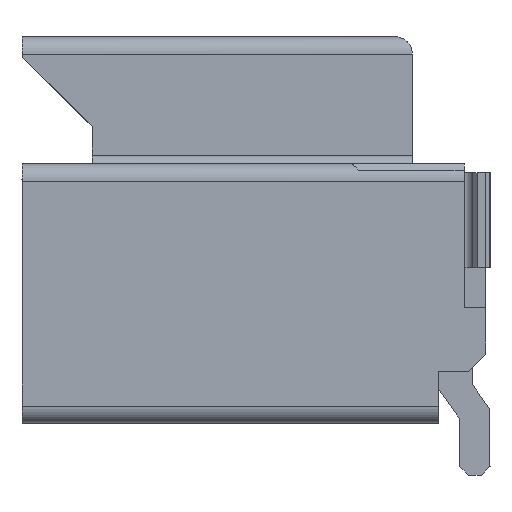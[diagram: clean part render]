
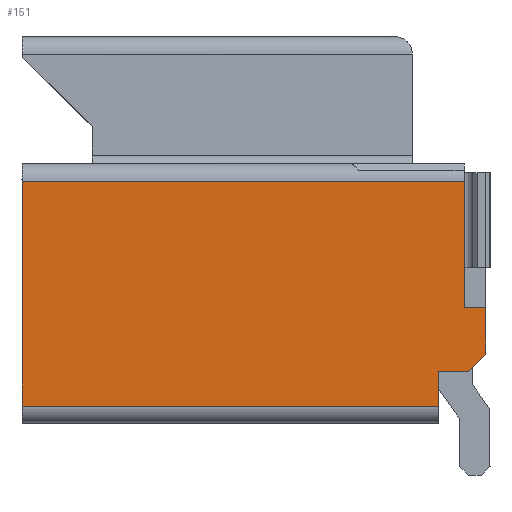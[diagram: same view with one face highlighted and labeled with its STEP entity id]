
A CAD part, left-side view. The second image highlights one B-rep face of the part: STEP entity #151.
In plain terms, the highlighted planar face has unit normal (-1, 0, 0).
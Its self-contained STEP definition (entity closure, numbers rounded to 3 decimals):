
#151 = ADVANCED_FACE ( 'NONE', ( #10886 ), #9456, .T. ) ;
#159 = CARTESIAN_POINT ( 'NONE',  ( -6., -2.675, -1.31 ) ) ;
#272 = LINE ( 'NONE', #11963, #3298 ) ;
#395 = VERTEX_POINT ( 'NONE', #7199 ) ;
#447 = VECTOR ( 'NONE', #11919, 1000. ) ;
#461 = AXIS2_PLACEMENT_3D ( 'NONE', #5670, #4347, #6860 ) ;
#501 = VECTOR ( 'NONE', #6977, 1000. ) ;
#528 = ORIENTED_EDGE ( 'NONE', *, *, #6600, .F. ) ;
#590 = EDGE_CURVE ( 'NONE', #6982, #13158, #15570, .T. ) ;
#727 = VERTEX_POINT ( 'NONE', #12183 ) ;
#886 = VERTEX_POINT ( 'NONE', #8720 ) ;
#1550 = ORIENTED_EDGE ( 'NONE', *, *, #13695, .T. ) ;
#2063 = CARTESIAN_POINT ( 'NONE',  ( -6., -2.475, -0.91 ) ) ;
#2072 = VERTEX_POINT ( 'NONE', #9612 ) ;
#2725 = ORIENTED_EDGE ( 'NONE', *, *, #13937, .T. ) ;
#3147 = ORIENTED_EDGE ( 'NONE', *, *, #8004, .T. ) ;
#3298 = VECTOR ( 'NONE', #6645, 1000. ) ;
#3426 = EDGE_CURVE ( 'NONE', #3809, #395, #8122, .T. ) ;
#3430 = VECTOR ( 'NONE', #11170, 1000. ) ;
#3809 = VERTEX_POINT ( 'NONE', #5651 ) ;
#4130 = LINE ( 'NONE', #14451, #447 ) ;
#4347 = DIRECTION ( 'NONE',  ( -1., 0., 0. ) ) ;
#4807 = LINE ( 'NONE', #159, #16014 ) ;
#5108 = DIRECTION ( 'NONE',  ( 0., 0., 1. ) ) ;
#5327 = CARTESIAN_POINT ( 'NONE',  ( -6., -2.675, -1.31 ) ) ;
#5394 = ORIENTED_EDGE ( 'NONE', *, *, #12911, .T. ) ;
#5651 = CARTESIAN_POINT ( 'NONE',  ( -6., -2.475, -0.91 ) ) ;
#5670 = CARTESIAN_POINT ( 'NONE',  ( -6., -2.675, -1.31 ) ) ;
#6064 = VERTEX_POINT ( 'NONE', #11720 ) ;
#6600 = EDGE_CURVE ( 'NONE', #2072, #886, #12229, .T. ) ;
#6645 = DIRECTION ( 'NONE',  ( 0., 1., 0. ) ) ;
#6773 = EDGE_CURVE ( 'NONE', #15751, #727, #4130, .T. ) ;
#6860 = DIRECTION ( 'NONE',  ( 0., 0., 1. ) ) ;
#6977 = DIRECTION ( 'NONE',  ( 0., 1., 0. ) ) ;
#6982 = VERTEX_POINT ( 'NONE', #14323 ) ;
#7199 = CARTESIAN_POINT ( 'NONE',  ( -6., -2.675, -0.71 ) ) ;
#7215 = VECTOR ( 'NONE', #5108, 1000. ) ;
#7282 = CARTESIAN_POINT ( 'NONE',  ( -6., 2.685, 0. ) ) ;
#7805 = LINE ( 'NONE', #16873, #7215 ) ;
#8004 = EDGE_CURVE ( 'NONE', #727, #3809, #16282, .T. ) ;
#8073 = ORIENTED_EDGE ( 'NONE', *, *, #11172, .F. ) ;
#8122 = LINE ( 'NONE', #2063, #3430 ) ;
#8344 = CARTESIAN_POINT ( 'NONE',  ( -6., -2.475, -0.91 ) ) ;
#8720 = CARTESIAN_POINT ( 'NONE',  ( -6., 2.685, 1.29 ) ) ;
#9204 = ORIENTED_EDGE ( 'NONE', *, *, #3426, .T. ) ;
#9456 = PLANE ( 'NONE',  #461 ) ;
#9603 = DIRECTION ( 'NONE',  ( 0., -1., 0. ) ) ;
#9612 = CARTESIAN_POINT ( 'NONE',  ( -6., 2.685, -1.31 ) ) ;
#9614 = VECTOR ( 'NONE', #16378, 1000. ) ;
#9795 = ORIENTED_EDGE ( 'NONE', *, *, #6773, .T. ) ;
#9918 = ORIENTED_EDGE ( 'NONE', *, *, #590, .T. ) ;
#10214 = EDGE_LOOP ( 'NONE', ( #9918, #1550, #2725, #528, #8073, #9795, #3147, #9204, #5394 ) ) ;
#10428 = DIRECTION ( 'NONE',  ( 0., 1., 0. ) ) ;
#10548 = DIRECTION ( 'NONE',  ( 0., 0., 1. ) ) ;
#10886 = FACE_OUTER_BOUND ( 'NONE', #10214, .T. ) ;
#11170 = DIRECTION ( 'NONE',  ( 0., -0.707, 0.707 ) ) ;
#11172 = EDGE_CURVE ( 'NONE', #15751, #2072, #15701, .T. ) ;
#11720 = CARTESIAN_POINT ( 'NONE',  ( -6., -2.425, 1.29 ) ) ;
#11820 = VECTOR ( 'NONE', #10428, 1000. ) ;
#11919 = DIRECTION ( 'NONE',  ( 0., 0., 1. ) ) ;
#11963 = CARTESIAN_POINT ( 'NONE',  ( -6., -2.675, 1.29 ) ) ;
#12183 = CARTESIAN_POINT ( 'NONE',  ( -6., -2.125, -0.91 ) ) ;
#12229 = LINE ( 'NONE', #7282, #9614 ) ;
#12801 = VECTOR ( 'NONE', #9603, 1000. ) ;
#12911 = EDGE_CURVE ( 'NONE', #395, #6982, #4807, .T. ) ;
#13158 = VERTEX_POINT ( 'NONE', #13626 ) ;
#13626 = CARTESIAN_POINT ( 'NONE',  ( -6., -2.425, -0.17 ) ) ;
#13695 = EDGE_CURVE ( 'NONE', #13158, #6064, #7805, .T. ) ;
#13937 = EDGE_CURVE ( 'NONE', #6064, #886, #272, .T. ) ;
#14060 = CARTESIAN_POINT ( 'NONE',  ( -6., -2.125, -1.31 ) ) ;
#14323 = CARTESIAN_POINT ( 'NONE',  ( -6., -2.675, -0.17 ) ) ;
#14451 = CARTESIAN_POINT ( 'NONE',  ( -6., -2.125, -1.31 ) ) ;
#15570 = LINE ( 'NONE', #15974, #501 ) ;
#15701 = LINE ( 'NONE', #5327, #11820 ) ;
#15751 = VERTEX_POINT ( 'NONE', #14060 ) ;
#15974 = CARTESIAN_POINT ( 'NONE',  ( -6., -2.675, -0.17 ) ) ;
#16014 = VECTOR ( 'NONE', #10548, 1000. ) ;
#16282 = LINE ( 'NONE', #8344, #12801 ) ;
#16378 = DIRECTION ( 'NONE',  ( 0., 0., 1. ) ) ;
#16873 = CARTESIAN_POINT ( 'NONE',  ( -6., -2.425, -1.31 ) ) ;
